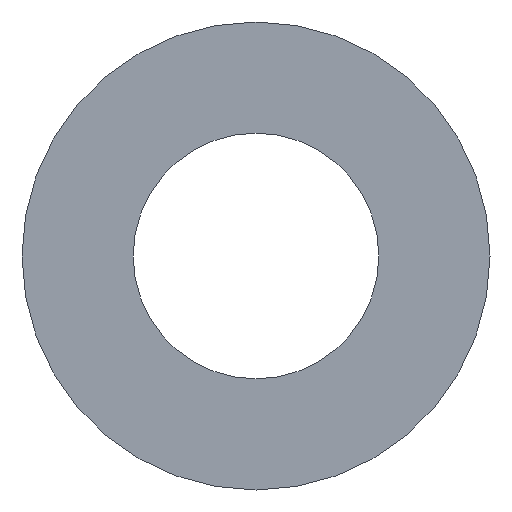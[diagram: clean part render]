
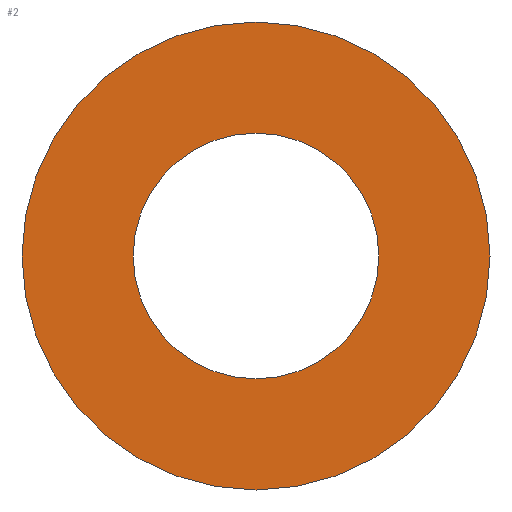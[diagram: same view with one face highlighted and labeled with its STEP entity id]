
A CAD part, front view. The second image highlights one B-rep face of the part: STEP entity #2.
In plain terms, the highlighted planar face has unit normal (0, -1, 0).
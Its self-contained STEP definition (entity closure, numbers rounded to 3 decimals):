
#2 = ADVANCED_FACE ( 'NONE', ( #107, #91 ), #211, .T. ) ;
#3 = CIRCLE ( 'NONE', #69, 40. ) ;
#10 = CIRCLE ( 'NONE', #118, 21. ) ;
#16 = EDGE_CURVE ( 'NONE', #241, #167, #54, .T. ) ;
#18 = EDGE_CURVE ( 'NONE', #166, #234, #3, .T. ) ;
#40 = EDGE_CURVE ( 'NONE', #234, #166, #41, .T. ) ;
#41 = CIRCLE ( 'NONE', #106, 40. ) ;
#44 = EDGE_CURVE ( 'NONE', #167, #241, #10, .T. ) ;
#54 = CIRCLE ( 'NONE', #98, 21. ) ;
#69 = AXIS2_PLACEMENT_3D ( 'NONE', #142, #217, #219 ) ;
#91 = FACE_BOUND ( 'NONE', #140, .T. ) ;
#98 = AXIS2_PLACEMENT_3D ( 'NONE', #213, #202, #215 ) ;
#103 = AXIS2_PLACEMENT_3D ( 'NONE', #210, #209, #208 ) ;
#106 = AXIS2_PLACEMENT_3D ( 'NONE', #186, #152, #153 ) ;
#107 = FACE_OUTER_BOUND ( 'NONE', #178, .T. ) ;
#118 = AXIS2_PLACEMENT_3D ( 'NONE', #162, #160, #159 ) ;
#125 = ORIENTED_EDGE ( 'NONE', *, *, #16, .F. ) ;
#133 = ORIENTED_EDGE ( 'NONE', *, *, #18, .T. ) ;
#137 = ORIENTED_EDGE ( 'NONE', *, *, #40, .T. ) ;
#140 = EDGE_LOOP ( 'NONE', ( #125, #172 ) ) ;
#142 = CARTESIAN_POINT ( 'NONE',  ( 0., 0., 0. ) ) ;
#152 = DIRECTION ( 'NONE',  ( 0., -1., 0. ) ) ;
#153 = DIRECTION ( 'NONE',  ( 0., 0., -1. ) ) ;
#159 = DIRECTION ( 'NONE',  ( 0., 0., -1. ) ) ;
#160 = DIRECTION ( 'NONE',  ( 0., -1., 0. ) ) ;
#162 = CARTESIAN_POINT ( 'NONE',  ( 0., 0., 0. ) ) ;
#166 = VERTEX_POINT ( 'NONE', #300 ) ;
#167 = VERTEX_POINT ( 'NONE', #299 ) ;
#172 = ORIENTED_EDGE ( 'NONE', *, *, #44, .F. ) ;
#178 = EDGE_LOOP ( 'NONE', ( #137, #133 ) ) ;
#186 = CARTESIAN_POINT ( 'NONE',  ( 0., 0., 0. ) ) ;
#202 = DIRECTION ( 'NONE',  ( 0., -1., 0. ) ) ;
#208 = DIRECTION ( 'NONE',  ( 0., 0., -1. ) ) ;
#209 = DIRECTION ( 'NONE',  ( 0., -1., 0. ) ) ;
#210 = CARTESIAN_POINT ( 'NONE',  ( 40., 0., 0. ) ) ;
#211 = PLANE ( 'NONE',  #103 ) ;
#213 = CARTESIAN_POINT ( 'NONE',  ( 0., 0., 0. ) ) ;
#215 = DIRECTION ( 'NONE',  ( 0., 0., -1. ) ) ;
#217 = DIRECTION ( 'NONE',  ( 0., -1., 0. ) ) ;
#219 = DIRECTION ( 'NONE',  ( 0., 0., -1. ) ) ;
#234 = VERTEX_POINT ( 'NONE', #297 ) ;
#241 = VERTEX_POINT ( 'NONE', #292 ) ;
#292 = CARTESIAN_POINT ( 'NONE',  ( 0., 0., -21. ) ) ;
#297 = CARTESIAN_POINT ( 'NONE',  ( 0., 0., -40. ) ) ;
#299 = CARTESIAN_POINT ( 'NONE',  ( 0., 0., 21. ) ) ;
#300 = CARTESIAN_POINT ( 'NONE',  ( 0., 0., 40. ) ) ;
